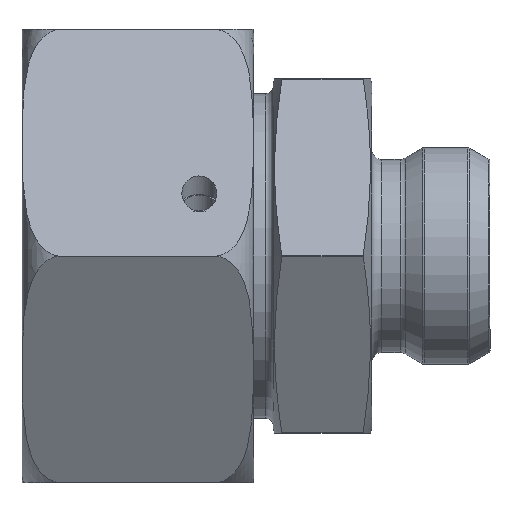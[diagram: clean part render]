
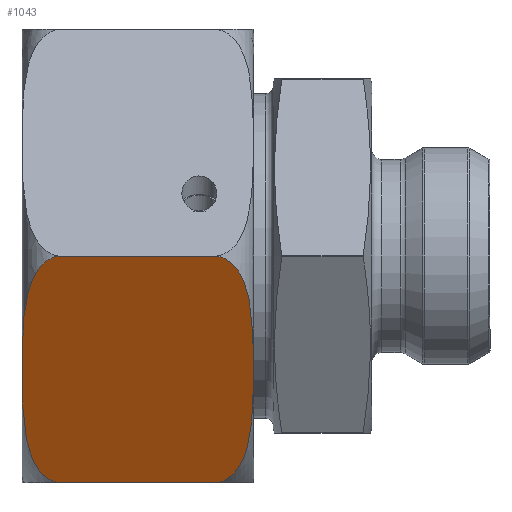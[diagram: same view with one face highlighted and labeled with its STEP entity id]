
A CAD part, front view. The second image highlights one B-rep face of the part: STEP entity #1043.
In plain terms, the highlighted face is planar.
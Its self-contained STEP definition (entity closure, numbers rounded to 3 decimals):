
#789=PLANE('',#5371);
#1043=ADVANCED_FACE('',(#1291),#789,.F.);
#1291=FACE_OUTER_BOUND('',#1622,.T.);
#1622=EDGE_LOOP('',(#2665,#2666,#2667,#2668));
#2067=B_SPLINE_CURVE_WITH_KNOTS('',3,(#8050,#8051,#8052,#8053,#8054,#8055,
#8056,#8057,#8058,#8059,#8060,#8061,#8062,#8063,#8064,#8065,#8066,#8067),
 .UNSPECIFIED.,.F.,.F.,(4,2,2,2,2,2,2,2,4),(0.,0.063,0.125,0.25,0.5,0.75,
0.875,0.938,1.),.UNSPECIFIED.);
#2072=B_SPLINE_CURVE_WITH_KNOTS('',3,(#8145,#8146,#8147,#8148,#8149,#8150,
#8151,#8152,#8153,#8154,#8155,#8156,#8157,#8158,#8159,#8160,#8161,#8162),
 .UNSPECIFIED.,.F.,.F.,(4,2,2,2,2,2,2,2,4),(0.,0.062,0.125,
0.25,0.5,0.75,0.875,0.938,1.),.UNSPECIFIED.);
#2665=ORIENTED_EDGE('',*,*,#4211,.T.);
#2666=ORIENTED_EDGE('',*,*,#4412,.T.);
#2667=ORIENTED_EDGE('',*,*,#4432,.F.);
#2668=ORIENTED_EDGE('',*,*,#4417,.T.);
#3723=VERTEX_POINT('',#6843);
#3724=VERTEX_POINT('',#6845);
#3924=VERTEX_POINT('',#8068);
#3928=VERTEX_POINT('',#8163);
#4211=EDGE_CURVE('',#3724,#3723,#4836,.T.);
#4412=EDGE_CURVE('',#3723,#3924,#2067,.T.);
#4417=EDGE_CURVE('',#3928,#3724,#2072,.T.);
#4432=EDGE_CURVE('',#3928,#3924,#4837,.T.);
#4836=LINE('',#6844,#5044);
#4837=LINE('',#8266,#5045);
#5044=VECTOR('',#5762,1.);
#5045=VECTOR('',#5819,1.);
#5371=AXIS2_PLACEMENT_3D('',#8267,#5820,#5821);
#5762=DIRECTION('',(-1.,0.,0.));
#5819=DIRECTION('',(-1.,0.,0.));
#5820=DIRECTION('',(0.,1.,0.));
#5821=DIRECTION('',(0.,0.,1.));
#6843=CARTESIAN_POINT('',(3.765,-23.,13.279));
#6844=CARTESIAN_POINT('',(25.,-23.,13.279));
#6845=CARTESIAN_POINT('',(19.735,-23.,13.279));
#8050=CARTESIAN_POINT('',(3.765,-23.,13.279));
#8051=CARTESIAN_POINT('',(3.147,-23.,13.206));
#8052=CARTESIAN_POINT('',(2.594,-23.,12.842));
#8053=CARTESIAN_POINT('',(1.757,-23.,11.937));
#8054=CARTESIAN_POINT('',(1.444,-23.,11.389));
#8055=CARTESIAN_POINT('',(0.71,-23.,9.7));
#8056=CARTESIAN_POINT('',(0.468,-23.,8.474));
#8057=CARTESIAN_POINT('',(0.008,-23.,4.851));
#8058=CARTESIAN_POINT('',(0.023,-23.,2.409));
#8059=CARTESIAN_POINT('',(0.024,-23.,-2.461));
#8060=CARTESIAN_POINT('',(0.008,-23.,-4.898));
#8061=CARTESIAN_POINT('',(0.478,-23.,-8.527));
#8062=CARTESIAN_POINT('',(0.718,-23.,-9.73));
#8063=CARTESIAN_POINT('',(1.457,-23.,-11.414));
#8064=CARTESIAN_POINT('',(1.772,-23.,-11.957));
#8065=CARTESIAN_POINT('',(2.606,-23.,-12.85));
#8066=CARTESIAN_POINT('',(3.159,-23.,-13.208));
#8067=CARTESIAN_POINT('',(3.765,-23.,-13.279));
#8068=CARTESIAN_POINT('',(3.765,-23.,-13.279));
#8145=CARTESIAN_POINT('',(19.735,-23.,-13.279));
#8146=CARTESIAN_POINT('',(20.353,-23.,-13.206));
#8147=CARTESIAN_POINT('',(20.906,-23.,-12.842));
#8148=CARTESIAN_POINT('',(21.743,-23.,-11.937));
#8149=CARTESIAN_POINT('',(22.056,-23.,-11.389));
#8150=CARTESIAN_POINT('',(22.79,-23.,-9.7));
#8151=CARTESIAN_POINT('',(23.032,-23.,-8.474));
#8152=CARTESIAN_POINT('',(23.492,-23.,-4.851));
#8153=CARTESIAN_POINT('',(23.477,-23.,-2.409));
#8154=CARTESIAN_POINT('',(23.476,-23.,2.461));
#8155=CARTESIAN_POINT('',(23.492,-23.,4.898));
#8156=CARTESIAN_POINT('',(23.022,-23.,8.527));
#8157=CARTESIAN_POINT('',(22.782,-23.,9.73));
#8158=CARTESIAN_POINT('',(22.043,-23.,11.414));
#8159=CARTESIAN_POINT('',(21.728,-23.,11.957));
#8160=CARTESIAN_POINT('',(20.894,-23.,12.85));
#8161=CARTESIAN_POINT('',(20.341,-23.,13.208));
#8162=CARTESIAN_POINT('',(19.735,-23.,13.279));
#8163=CARTESIAN_POINT('',(19.735,-23.,-13.279));
#8266=CARTESIAN_POINT('',(25.,-23.,-13.279));
#8267=CARTESIAN_POINT('',(25.,-23.,13.279));
